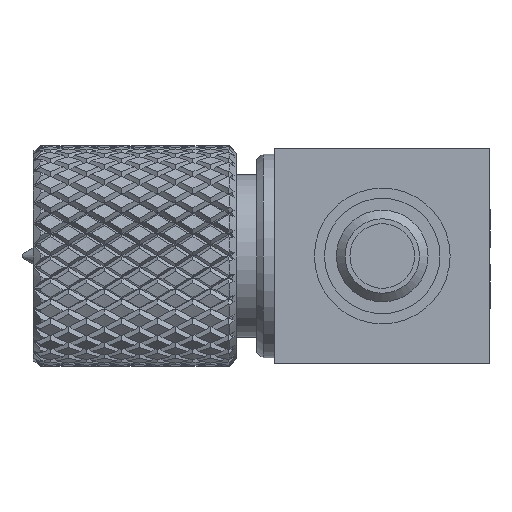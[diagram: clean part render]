
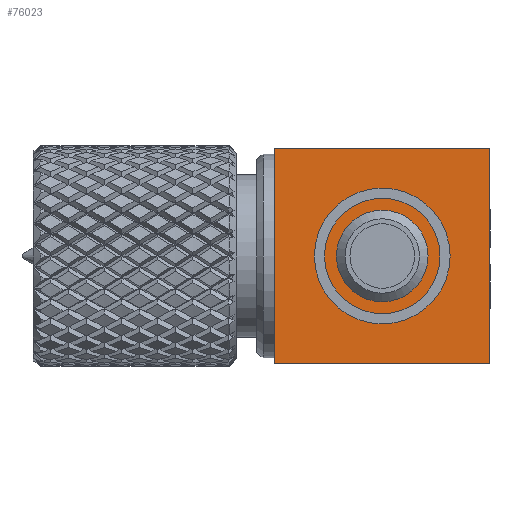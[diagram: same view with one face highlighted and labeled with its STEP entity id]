
A CAD part, front view. The second image highlights one B-rep face of the part: STEP entity #76023.
In plain terms, the highlighted planar face has unit normal (0, -1, 0).
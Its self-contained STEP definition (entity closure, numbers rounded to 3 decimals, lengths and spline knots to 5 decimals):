
#2103 = CIRCLE ( 'NONE', #4699, 0.05315 ) ;
#4699 = AXIS2_PLACEMENT_3D ( 'NONE', #76520, #58307, #15398 ) ;
#6005 = CARTESIAN_POINT ( 'NONE',  ( 0., -0.125, 0.05315 ) ) ;
#6858 = EDGE_CURVE ( 'NONE', #37981, #72519, #76783, .T. ) ;
#7481 = DIRECTION ( 'NONE',  ( 1., 0., 0. ) ) ;
#7588 = DIRECTION ( 'NONE',  ( 1., 0., 0. ) ) ;
#7600 = VERTEX_POINT ( 'NONE', #6005 ) ;
#9200 = CARTESIAN_POINT ( 'NONE',  ( -0.125, -0.125, 0.125 ) ) ;
#11297 = CARTESIAN_POINT ( 'NONE',  ( -0.125, -0.125, 0.125 ) ) ;
#11439 = CARTESIAN_POINT ( 'NONE',  ( 0.125, -0.125, 0.125 ) ) ;
#11867 = ORIENTED_EDGE ( 'NONE', *, *, #6858, .F. ) ;
#15398 = DIRECTION ( 'NONE',  ( 0., 0., 1. ) ) ;
#20427 = EDGE_CURVE ( 'NONE', #37981, #31191, #53454, .T. ) ;
#22786 = EDGE_CURVE ( 'NONE', #31191, #76592, #51880, .T. ) ;
#24451 = CARTESIAN_POINT ( 'NONE',  ( -0.125, -0.125, -0.125 ) ) ;
#26381 = VECTOR ( 'NONE', #27630, 39.37008 ) ;
#26515 = PLANE ( 'NONE',  #75815 ) ;
#27630 = DIRECTION ( 'NONE',  ( 1., 0., 0. ) ) ;
#27827 = ORIENTED_EDGE ( 'NONE', *, *, #60322, .F. ) ;
#31191 = VERTEX_POINT ( 'NONE', #24451 ) ;
#31396 = VECTOR ( 'NONE', #7588, 39.37008 ) ;
#32980 = LINE ( 'NONE', #50760, #74371 ) ;
#35124 = ORIENTED_EDGE ( 'NONE', *, *, #20427, .T. ) ;
#37187 = EDGE_LOOP ( 'NONE', ( #27827 ) ) ;
#37981 = VERTEX_POINT ( 'NONE', #11297 ) ;
#39439 = DIRECTION ( 'NONE',  ( 0., 0., -1. ) ) ;
#40765 = ORIENTED_EDGE ( 'NONE', *, *, #49376, .F. ) ;
#40849 = ORIENTED_EDGE ( 'NONE', *, *, #22786, .T. ) ;
#41862 = VECTOR ( 'NONE', #65985, 39.37008 ) ;
#44273 = FACE_OUTER_BOUND ( 'NONE', #52206, .T. ) ;
#44683 = CARTESIAN_POINT ( 'NONE',  ( -0.125, -0.125, 0.125 ) ) ;
#49376 = EDGE_CURVE ( 'NONE', #72519, #76592, #32980, .T. ) ;
#50760 = CARTESIAN_POINT ( 'NONE',  ( 0.125, -0.125, 0.125 ) ) ;
#51880 = LINE ( 'NONE', #64020, #26381 ) ;
#52206 = EDGE_LOOP ( 'NONE', ( #40849, #40765, #11867, #35124 ) ) ;
#53454 = LINE ( 'NONE', #59937, #41862 ) ;
#58307 = DIRECTION ( 'NONE',  ( 0., -1., 0. ) ) ;
#59937 = CARTESIAN_POINT ( 'NONE',  ( -0.125, -0.125, 0.125 ) ) ;
#60322 = EDGE_CURVE ( 'NONE', #7600, #7600, #2103, .T. ) ;
#63311 = DIRECTION ( 'NONE',  ( 0., 1., 0. ) ) ;
#64020 = CARTESIAN_POINT ( 'NONE',  ( -0.125, -0.125, -0.125 ) ) ;
#65985 = DIRECTION ( 'NONE',  ( 0., 0., -1. ) ) ;
#69788 = FACE_BOUND ( 'NONE', #37187, .T. ) ;
#71589 = CARTESIAN_POINT ( 'NONE',  ( 0.125, -0.125, -0.125 ) ) ;
#72519 = VERTEX_POINT ( 'NONE', #11439 ) ;
#74371 = VECTOR ( 'NONE', #39439, 39.37008 ) ;
#75815 = AXIS2_PLACEMENT_3D ( 'NONE', #44683, #63311, #7481 ) ;
#76023 = ADVANCED_FACE ( 'NONE', ( #69788, #44273 ), #26515, .F. ) ;
#76520 = CARTESIAN_POINT ( 'NONE',  ( 0., -0.125, 0. ) ) ;
#76592 = VERTEX_POINT ( 'NONE', #71589 ) ;
#76783 = LINE ( 'NONE', #9200, #31396 ) ;
